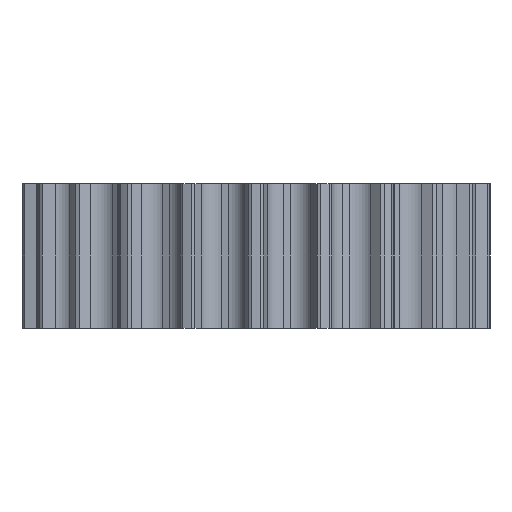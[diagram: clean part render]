
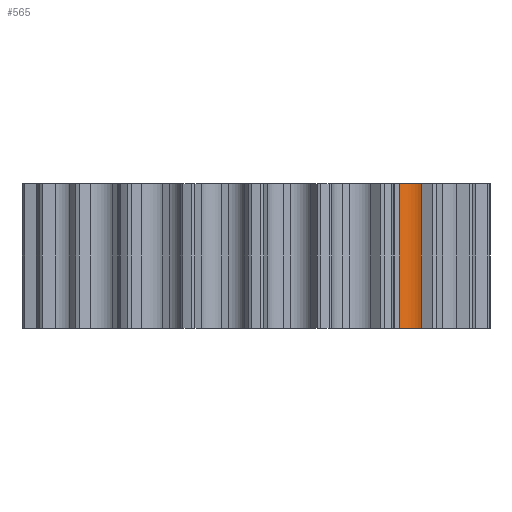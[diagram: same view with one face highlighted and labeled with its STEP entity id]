
A CAD part, front view. The second image highlights one B-rep face of the part: STEP entity #565.
In plain terms, the highlighted cylindrical face has radius 5.5 mm (diameter 11 mm), a partial arc.
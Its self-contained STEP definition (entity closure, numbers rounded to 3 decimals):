
#101 = DIRECTION ( 'NONE',  ( 0., 0., -1. ) ) ;
#353 = ORIENTED_EDGE ( 'NONE', *, *, #4111, .T. ) ;
#565 = ADVANCED_FACE ( 'NONE', ( #5386 ), #3707, .F. ) ;
#708 = CIRCLE ( 'NONE', #1371, 5.5 ) ;
#750 = CARTESIAN_POINT ( 'NONE',  ( 45.765, -40.41, 20. ) ) ;
#1011 = VERTEX_POINT ( 'NONE', #5365 ) ;
#1045 = VECTOR ( 'NONE', #2994, 1000. ) ;
#1371 = AXIS2_PLACEMENT_3D ( 'NONE', #4080, #1632, #4961 ) ;
#1632 = DIRECTION ( 'NONE',  ( 0., 0., -1. ) ) ;
#1698 = ORIENTED_EDGE ( 'NONE', *, *, #5904, .T. ) ;
#1741 = CARTESIAN_POINT ( 'NONE',  ( 39.775, -41.397, 20. ) ) ;
#1853 = VERTEX_POINT ( 'NONE', #5618 ) ;
#1955 = AXIS2_PLACEMENT_3D ( 'NONE', #2510, #101, #5382 ) ;
#2083 = LINE ( 'NONE', #1741, #5759 ) ;
#2163 = LINE ( 'NONE', #5805, #1045 ) ;
#2510 = CARTESIAN_POINT ( 'NONE',  ( 43.516, -45.429, -20. ) ) ;
#2717 = AXIS2_PLACEMENT_3D ( 'NONE', #3881, #5334, #4823 ) ;
#2768 = CIRCLE ( 'NONE', #1955, 5.5 ) ;
#2955 = VERTEX_POINT ( 'NONE', #5968 ) ;
#2994 = DIRECTION ( 'NONE',  ( 0., 0., -1. ) ) ;
#3163 = ORIENTED_EDGE ( 'NONE', *, *, #5830, .F. ) ;
#3707 = CYLINDRICAL_SURFACE ( 'NONE', #2717, 5.5 ) ;
#3881 = CARTESIAN_POINT ( 'NONE',  ( 43.516, -45.429, 20. ) ) ;
#4080 = CARTESIAN_POINT ( 'NONE',  ( 43.516, -45.429, 20. ) ) ;
#4111 = EDGE_CURVE ( 'NONE', #2955, #1011, #2083, .T. ) ;
#4139 = DIRECTION ( 'NONE',  ( 0., 0., -1. ) ) ;
#4163 = EDGE_CURVE ( 'NONE', #2955, #5513, #708, .T. ) ;
#4823 = DIRECTION ( 'NONE',  ( -1., 0., 0. ) ) ;
#4961 = DIRECTION ( 'NONE',  ( -0.733, -0.68, 0. ) ) ;
#5334 = DIRECTION ( 'NONE',  ( 0., 0., -1. ) ) ;
#5365 = CARTESIAN_POINT ( 'NONE',  ( 39.775, -41.397, -20. ) ) ;
#5382 = DIRECTION ( 'NONE',  ( -0.733, -0.68, 0. ) ) ;
#5386 = FACE_OUTER_BOUND ( 'NONE', #5522, .T. ) ;
#5513 = VERTEX_POINT ( 'NONE', #750 ) ;
#5522 = EDGE_LOOP ( 'NONE', ( #1698, #3163, #5935, #353 ) ) ;
#5618 = CARTESIAN_POINT ( 'NONE',  ( 45.765, -40.41, -20. ) ) ;
#5759 = VECTOR ( 'NONE', #4139, 1000. ) ;
#5805 = CARTESIAN_POINT ( 'NONE',  ( 45.765, -40.41, 20. ) ) ;
#5830 = EDGE_CURVE ( 'NONE', #5513, #1853, #2163, .T. ) ;
#5904 = EDGE_CURVE ( 'NONE', #1011, #1853, #2768, .T. ) ;
#5935 = ORIENTED_EDGE ( 'NONE', *, *, #4163, .F. ) ;
#5968 = CARTESIAN_POINT ( 'NONE',  ( 39.775, -41.397, 20. ) ) ;
